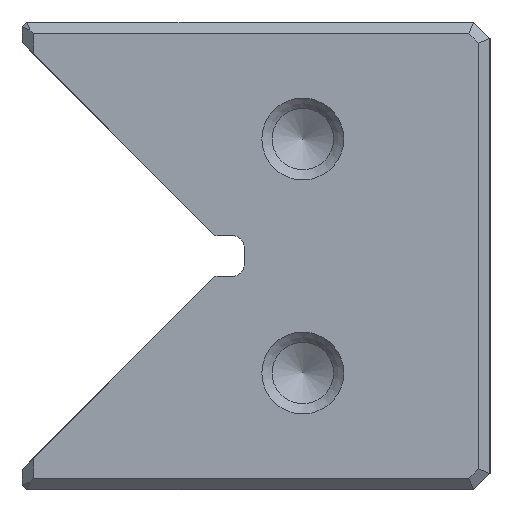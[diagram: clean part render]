
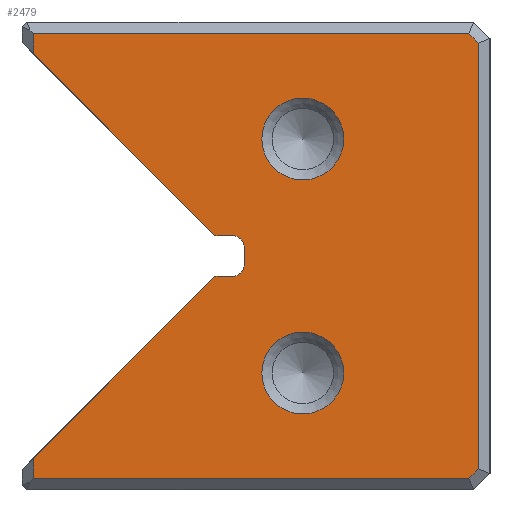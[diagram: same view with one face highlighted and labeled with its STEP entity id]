
A CAD part, left-side view. The second image highlights one B-rep face of the part: STEP entity #2479.
In plain terms, the highlighted planar face has unit normal (-1, 0, 0).
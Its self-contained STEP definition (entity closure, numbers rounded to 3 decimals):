
#2479=ADVANCED_FACE('',(#3412,#3413,#3414),#2871,.T.);
#2871=PLANE('',#8893);
#3123=CIRCLE('',#8889,3.5);
#3124=CIRCLE('',#8890,3.5);
#3125=CIRCLE('',#8891,1.);
#3126=CIRCLE('',#8892,1.);
#3412=FACE_BOUND('',#3618,.T.);
#3413=FACE_BOUND('',#3619,.T.);
#3414=FACE_BOUND('',#3620,.T.);
#3618=EDGE_LOOP('',(#4342));
#3619=EDGE_LOOP('',(#4343));
#3620=EDGE_LOOP('',(#4344,#4345,#4346,#4347,#4348,#4349,#4350,#4351,#4352,
#4353,#4354,#4355,#4356,#4357));
#4342=ORIENTED_EDGE('',*,*,#6852,.T.);
#4343=ORIENTED_EDGE('',*,*,#6853,.T.);
#4344=ORIENTED_EDGE('',*,*,#6854,.T.);
#4345=ORIENTED_EDGE('',*,*,#6855,.T.);
#4346=ORIENTED_EDGE('',*,*,#6856,.T.);
#4347=ORIENTED_EDGE('',*,*,#6857,.T.);
#4348=ORIENTED_EDGE('',*,*,#6858,.T.);
#4349=ORIENTED_EDGE('',*,*,#6859,.T.);
#4350=ORIENTED_EDGE('',*,*,#6860,.T.);
#4351=ORIENTED_EDGE('',*,*,#6861,.T.);
#4352=ORIENTED_EDGE('',*,*,#6862,.T.);
#4353=ORIENTED_EDGE('',*,*,#6863,.T.);
#4354=ORIENTED_EDGE('',*,*,#6864,.T.);
#4355=ORIENTED_EDGE('',*,*,#6865,.T.);
#4356=ORIENTED_EDGE('',*,*,#6866,.F.);
#4357=ORIENTED_EDGE('',*,*,#6867,.F.);
#6206=VERTEX_POINT('',#11440);
#6207=VERTEX_POINT('',#11442);
#6208=VERTEX_POINT('',#11444);
#6209=VERTEX_POINT('',#11445);
#6210=VERTEX_POINT('',#11447);
#6211=VERTEX_POINT('',#11449);
#6212=VERTEX_POINT('',#11451);
#6213=VERTEX_POINT('',#11453);
#6214=VERTEX_POINT('',#11455);
#6215=VERTEX_POINT('',#11457);
#6216=VERTEX_POINT('',#11459);
#6217=VERTEX_POINT('',#11461);
#6218=VERTEX_POINT('',#11463);
#6219=VERTEX_POINT('',#11465);
#6220=VERTEX_POINT('',#11467);
#6221=VERTEX_POINT('',#11469);
#6852=EDGE_CURVE('',#6206,#6206,#3123,.T.);
#6853=EDGE_CURVE('',#6207,#6207,#3124,.T.);
#6854=EDGE_CURVE('',#6208,#6209,#7697,.T.);
#6855=EDGE_CURVE('',#6209,#6210,#7698,.T.);
#6856=EDGE_CURVE('',#6210,#6211,#7699,.T.);
#6857=EDGE_CURVE('',#6211,#6212,#7700,.T.);
#6858=EDGE_CURVE('',#6212,#6213,#7701,.T.);
#6859=EDGE_CURVE('',#6213,#6214,#7702,.T.);
#6860=EDGE_CURVE('',#6214,#6215,#7703,.T.);
#6861=EDGE_CURVE('',#6215,#6216,#7704,.T.);
#6862=EDGE_CURVE('',#6216,#6217,#7705,.T.);
#6863=EDGE_CURVE('',#6217,#6218,#3125,.T.);
#6864=EDGE_CURVE('',#6218,#6219,#7706,.T.);
#6865=EDGE_CURVE('',#6219,#6220,#3126,.T.);
#6866=EDGE_CURVE('',#6221,#6220,#7707,.T.);
#6867=EDGE_CURVE('',#6208,#6221,#7708,.T.);
#7697=LINE('',#11443,#8367);
#7698=LINE('',#11446,#8368);
#7699=LINE('',#11448,#8369);
#7700=LINE('',#11450,#8370);
#7701=LINE('',#11452,#8371);
#7702=LINE('',#11454,#8372);
#7703=LINE('',#11456,#8373);
#7704=LINE('',#11458,#8374);
#7705=LINE('',#11460,#8375);
#7706=LINE('',#11464,#8376);
#7707=LINE('',#11468,#8377);
#7708=LINE('',#11470,#8378);
#8367=VECTOR('',#9456,1.);
#8368=VECTOR('',#9457,1.);
#8369=VECTOR('',#9458,1.);
#8370=VECTOR('',#9459,1.);
#8371=VECTOR('',#9460,1.);
#8372=VECTOR('',#9461,1.);
#8373=VECTOR('',#9462,1.);
#8374=VECTOR('',#9463,1.);
#8375=VECTOR('',#9464,1.);
#8376=VECTOR('',#9467,1.);
#8377=VECTOR('',#9470,1.);
#8378=VECTOR('',#9471,1.);
#8889=AXIS2_PLACEMENT_3D('',#11439,#9452,#9453);
#8890=AXIS2_PLACEMENT_3D('',#11441,#9454,#9455);
#8891=AXIS2_PLACEMENT_3D('',#11462,#9465,#9466);
#8892=AXIS2_PLACEMENT_3D('',#11466,#9468,#9469);
#8893=AXIS2_PLACEMENT_3D('',#11471,#9472,#9473);
#9452=DIRECTION('',(1.,0.,0.));
#9453=DIRECTION('',(0.,0.,1.));
#9454=DIRECTION('',(1.,0.,0.));
#9455=DIRECTION('',(0.,0.,1.));
#9456=DIRECTION('',(0.,0.,-1.));
#9457=DIRECTION('',(0.,-1.,0.));
#9458=DIRECTION('',(0.,-0.707,0.707));
#9459=DIRECTION('',(0.,0.,1.));
#9460=DIRECTION('',(0.,0.707,0.707));
#9461=DIRECTION('',(0.,1.,0.));
#9462=DIRECTION('',(0.,0.,-1.));
#9463=DIRECTION('',(0.,-0.707,-0.707));
#9464=DIRECTION('',(0.,-1.,0.));
#9465=DIRECTION('',(1.,0.,0.));
#9466=DIRECTION('',(0.,0.,1.));
#9467=DIRECTION('',(0.,0.,-1.));
#9468=DIRECTION('',(1.,0.,0.));
#9469=DIRECTION('',(0.,0.,1.));
#9470=DIRECTION('',(0.,-1.,0.));
#9471=DIRECTION('',(0.,-0.707,0.707));
#9472=DIRECTION('',(-1.,0.,0.));
#9473=DIRECTION('',(0.,0.,-1.));
#11439=CARTESIAN_POINT('',(0.,16.,30.));
#11440=CARTESIAN_POINT('',(0.,16.,33.5));
#11441=CARTESIAN_POINT('',(0.,16.,10.));
#11442=CARTESIAN_POINT('',(0.,16.,13.5));
#11443=CARTESIAN_POINT('',(0.,39.,0.));
#11444=CARTESIAN_POINT('',(0.,39.,2.758));
#11445=CARTESIAN_POINT('',(0.,39.,1.));
#11446=CARTESIAN_POINT('',(0.,20.,1.));
#11447=CARTESIAN_POINT('',(0.,1.814,1.));
#11448=CARTESIAN_POINT('',(0.,11.407,-8.593));
#11449=CARTESIAN_POINT('',(0.,1.,1.814));
#11450=CARTESIAN_POINT('',(0.,1.,0.));
#11451=CARTESIAN_POINT('',(0.,1.,38.186));
#11452=CARTESIAN_POINT('',(0.,-8.593,28.593));
#11453=CARTESIAN_POINT('',(0.,1.814,39.));
#11454=CARTESIAN_POINT('',(0.,20.,39.));
#11455=CARTESIAN_POINT('',(0.,39.,39.));
#11456=CARTESIAN_POINT('',(0.,39.,0.));
#11457=CARTESIAN_POINT('',(0.,39.,37.242));
#11458=CARTESIAN_POINT('',(0.,40.,38.242));
#11459=CARTESIAN_POINT('',(0.,23.508,21.75));
#11460=CARTESIAN_POINT('',(0.,21.,21.75));
#11461=CARTESIAN_POINT('',(0.,22.,21.75));
#11462=CARTESIAN_POINT('',(0.,22.,20.75));
#11463=CARTESIAN_POINT('',(0.,21.,20.75));
#11464=CARTESIAN_POINT('',(0.,21.,21.75));
#11465=CARTESIAN_POINT('',(0.,21.,19.25));
#11466=CARTESIAN_POINT('',(0.,22.,19.25));
#11467=CARTESIAN_POINT('',(0.,22.,18.25));
#11468=CARTESIAN_POINT('',(0.,21.,18.25));
#11469=CARTESIAN_POINT('',(0.,23.508,18.25));
#11470=CARTESIAN_POINT('',(0.,40.,1.758));
#11471=CARTESIAN_POINT('',(0.,20.,0.));
